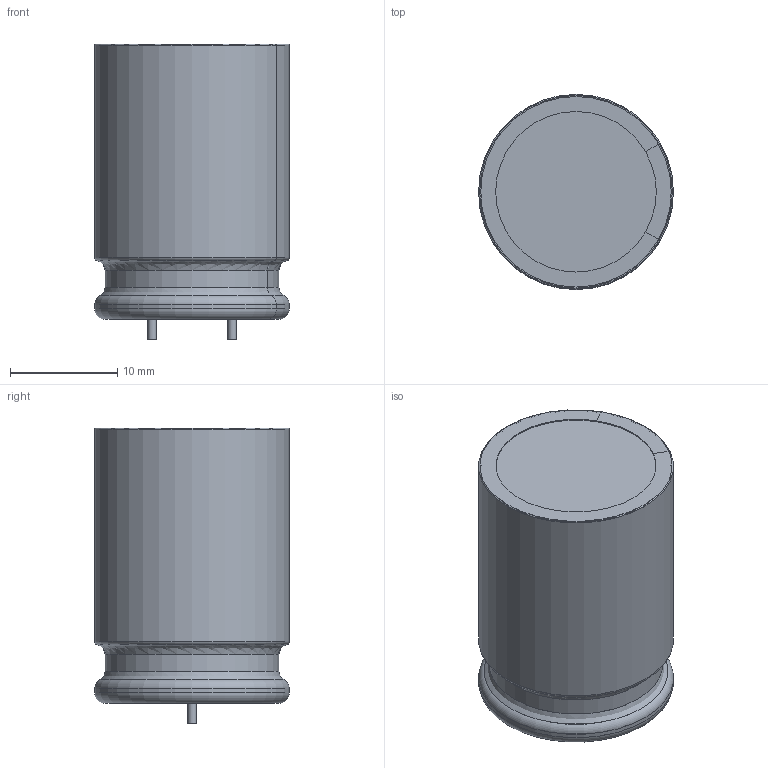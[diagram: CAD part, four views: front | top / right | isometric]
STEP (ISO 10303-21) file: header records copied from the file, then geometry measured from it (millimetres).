
FILE_DESCRIPTION(('FreeCAD Model'),'2;1');
FILE_NAME('CAPPR750-1800X2500.step', '2020-02-22T12:32:58',(''),(''),'Open CASCADE STEP processor 7.3', 'FreeCAD','Unknown');
FILE_SCHEMA(('AUTOMOTIVE_DESIGN { 1 0 10303 214 1 1 1 1 }'));
Length unit declared in the file: millimetre
Products named in the file (1): Compound003
Bounding box: 18.2 x 18.2 x 27.6 mm (x, y, z)
Volume: 6557.6 mm3; surface area: 5899.1 mm2
Topology: 6 solids, 6 shells, 83 faces, 603 edges, 1693 vertices
Faces by surface type: cylinder 25, plane 23, torus 23, bspline 12
Full cylindrical faces by diameter (mm): 0.8 x2, 1.8 x2, 2 x2, 14.4 x1, 16 x1, 17.1 x1, 18 x2
Entity records: 16501 total; most frequent: CARTESIAN_POINT 8811, DIRECTION 1241, AXIS2_PLACEMENT_3D 471, CIRCLE 440, GEOMETRIC_CURVE_SET 403, ORIENTED_EDGE 402, PCURVE 402, DEFINITIONAL_REPRESENTATION 402
